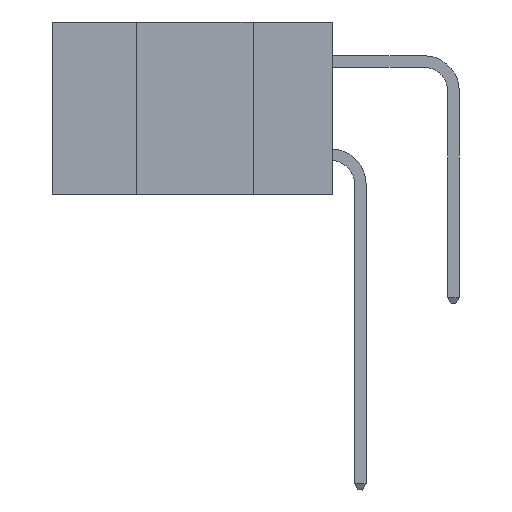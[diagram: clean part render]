
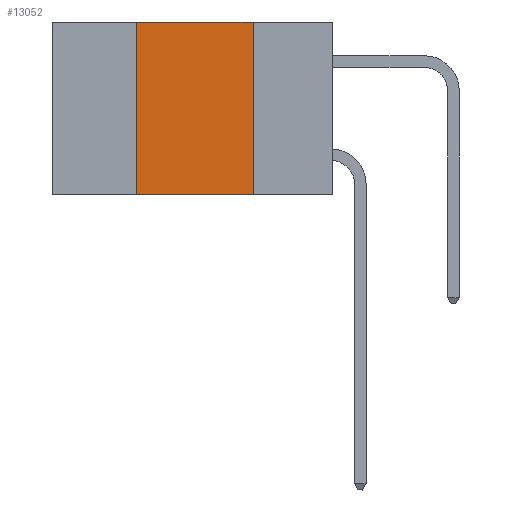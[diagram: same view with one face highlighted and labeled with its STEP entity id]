
A CAD part, left-side view. The second image highlights one B-rep face of the part: STEP entity #13052.
In plain terms, the highlighted planar face has unit normal (-1, 0, 0).
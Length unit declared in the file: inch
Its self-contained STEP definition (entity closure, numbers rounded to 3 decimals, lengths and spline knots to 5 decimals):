
#175 = VERTEX_POINT ( 'NONE', #10479 ) ;
#1057 = CARTESIAN_POINT ( 'NONE',  ( 0., 0.17, -0.37 ) ) ;
#1773 = DIRECTION ( 'NONE',  ( 0., -1., 0. ) ) ;
#1971 = VECTOR ( 'NONE', #11589, 39.37008 ) ;
#2681 = CARTESIAN_POINT ( 'NONE',  ( 0., 0.17, -0.37 ) ) ;
#2875 = EDGE_CURVE ( 'NONE', #175, #4017, #6093, .T. ) ;
#3246 = EDGE_CURVE ( 'NONE', #15065, #175, #3278, .T. ) ;
#3278 = LINE ( 'NONE', #5026, #16935 ) ;
#4017 = VERTEX_POINT ( 'NONE', #12564 ) ;
#4530 = PLANE ( 'NONE',  #10364 ) ;
#4809 = DIRECTION ( 'NONE',  ( 0., 0., -1. ) ) ;
#4939 = DIRECTION ( 'NONE',  ( 1., 0., 0. ) ) ;
#5001 = VECTOR ( 'NONE', #15250, 39.37008 ) ;
#5026 = CARTESIAN_POINT ( 'NONE',  ( 0., 0.42, -0.37 ) ) ;
#5520 = ORIENTED_EDGE ( 'NONE', *, *, #3246, .F. ) ;
#6093 = LINE ( 'NONE', #15786, #10670 ) ;
#7029 = VERTEX_POINT ( 'NONE', #1057 ) ;
#7511 = EDGE_CURVE ( 'NONE', #4017, #7029, #15147, .T. ) ;
#9103 = ORIENTED_EDGE ( 'NONE', *, *, #7511, .F. ) ;
#9941 = LINE ( 'NONE', #11791, #1971 ) ;
#10364 = AXIS2_PLACEMENT_3D ( 'NONE', #15442, #4939, #4809 ) ;
#10479 = CARTESIAN_POINT ( 'NONE',  ( 0., 0.42, 0. ) ) ;
#10670 = VECTOR ( 'NONE', #1773, 39.37008 ) ;
#10809 = EDGE_LOOP ( 'NONE', ( #9103, #16422, #5520, #15193 ) ) ;
#11589 = DIRECTION ( 'NONE',  ( 0., -1., 0. ) ) ;
#11791 = CARTESIAN_POINT ( 'NONE',  ( 0., 0.6, -0.37 ) ) ;
#12564 = CARTESIAN_POINT ( 'NONE',  ( 0., 0.17, 0. ) ) ;
#13052 = ADVANCED_FACE ( 'NONE', ( #17184 ), #4530, .F. ) ;
#14280 = DIRECTION ( 'NONE',  ( 0., 0., 1. ) ) ;
#15065 = VERTEX_POINT ( 'NONE', #20107 ) ;
#15147 = LINE ( 'NONE', #2681, #5001 ) ;
#15193 = ORIENTED_EDGE ( 'NONE', *, *, #19236, .T. ) ;
#15250 = DIRECTION ( 'NONE',  ( 0., 0., -1. ) ) ;
#15442 = CARTESIAN_POINT ( 'NONE',  ( 0., 0.6, 0. ) ) ;
#15786 = CARTESIAN_POINT ( 'NONE',  ( 0., 0.6, 0. ) ) ;
#16422 = ORIENTED_EDGE ( 'NONE', *, *, #2875, .F. ) ;
#16935 = VECTOR ( 'NONE', #14280, 39.37008 ) ;
#17184 = FACE_OUTER_BOUND ( 'NONE', #10809, .T. ) ;
#19236 = EDGE_CURVE ( 'NONE', #15065, #7029, #9941, .T. ) ;
#20107 = CARTESIAN_POINT ( 'NONE',  ( 0., 0.42, -0.37 ) ) ;
